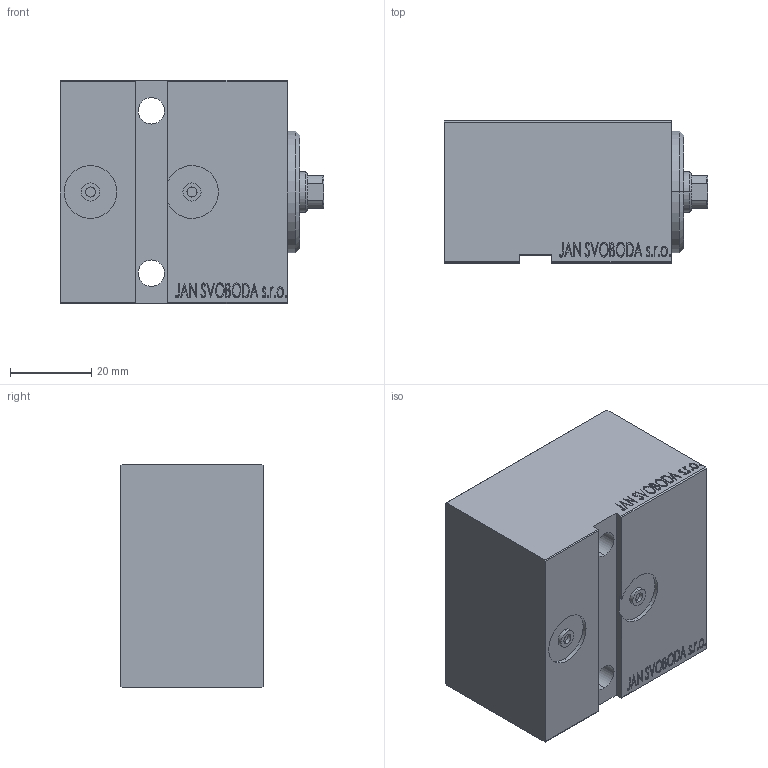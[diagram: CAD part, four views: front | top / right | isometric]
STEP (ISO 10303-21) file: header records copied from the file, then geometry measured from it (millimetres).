
FILE_DESCRIPTION (( 'STEP AP203' ), '1' );
FILE_NAME ('3491.STEP', '2024-02-11T12:04:22', ( '' ), ( '' ), 'SwSTEP 2.0', 'SolidWorks 2019', '' );
FILE_SCHEMA (( 'CONFIG_CONTROL_DESIGN' ));
Length unit declared in the file: millimetre
Products named in the file (4): V450CM_VC_B fcc858a5931d4d09f86876c72d2615a3; V450CM_E_VCP fcc858a5931d4d09f86876c72d2615a3; V450CM_E_Body fcc858a5931d4d09f86876c72d2615a3; 3491
Assembly tree (3 placements, depth 2):
  3491
    V450CM_E_Body fcc858a5931d4d09f86876c72d2615a3
    V450CM_E_VCP fcc858a5931d4d09f86876c72d2615a3
    V450CM_VC_B fcc858a5931d4d09f86876c72d2615a3
Bounding box: 65 x 35 x 55 mm (x, y, z)
Volume: 105743 mm3; surface area: 24598.5 mm2
Topology: 3 solids, 3 shells, 852 faces, 2190 edges, 1453 vertices
Faces by surface type: plane 411, bspline 380, cylinder 47, cone 14
Entity records: 42996 total; most frequent: CARTESIAN_POINT 24359, ORIENTED_EDGE 4376, DIRECTION 2486, EDGE_CURVE 2188, VERTEX_POINT 1453, LINE 1310, VECTOR 1310, EDGE_LOOP 969
